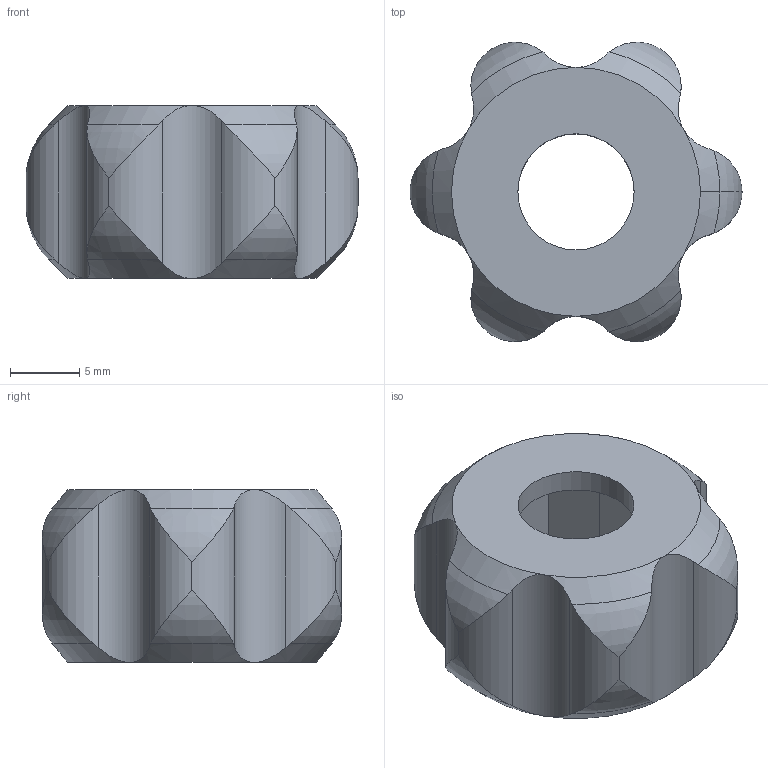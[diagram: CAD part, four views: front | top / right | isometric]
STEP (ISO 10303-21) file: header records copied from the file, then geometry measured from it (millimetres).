
FILE_DESCRIPTION(('FreeCAD Model'),'2;1');
FILE_NAME('Open CASCADE Shape Model','2024-04-28T18:47:57',(''),(''), 'Open CASCADE STEP processor 7.6','FreeCAD','Unknown');
FILE_SCHEMA(('AUTOMOTIVE_DESIGN { 1 0 10303 214 1 1 1 1 }'));
Length unit declared in the file: millimetre
Products named in the file (1): Exterieur Boulon M8 001
Bounding box: 24 x 21.64 x 12.5 mm (x, y, z)
Volume: 2732.1 mm3; surface area: 2016.5 mm2
Topology: 1 solids, 1 shells, 88 faces, 248 edges, 162 vertices
Faces by surface type: plane 38, cylinder 20, cone 16, torus 14
Full cylindrical faces by diameter (mm): 8.4 x2
Entity records: 9214 total; most frequent: CARTESIAN_POINT 4652, DIRECTION 735, ORIENTED_EDGE 496, PCURVE 496, DEFINITIONAL_REPRESENTATION 496, LINE 330, VECTOR 330, B_SPLINE_CURVE_WITH_KNOTS 264
